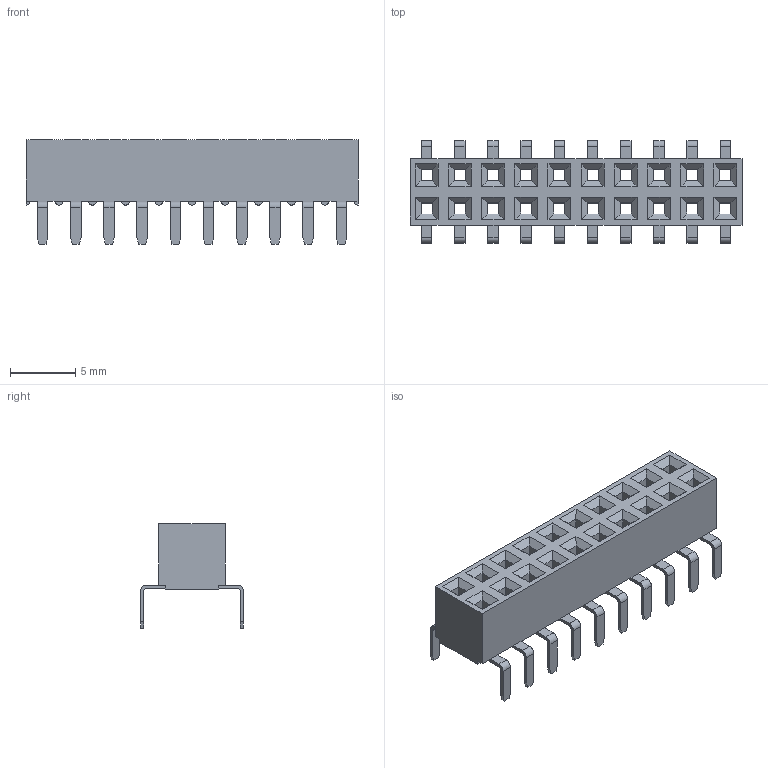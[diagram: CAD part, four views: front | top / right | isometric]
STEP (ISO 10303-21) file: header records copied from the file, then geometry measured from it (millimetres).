
FILE_DESCRIPTION(/* description */ (''),/* implementation_level */ '2;1');
FILE_NAME(/* name */ '966220-6702-XX',/* time_stamp */ '2007-06-15T15:48:43+02:00',/* author */ (''),/* organization */ (''),/* preprocessor_version */ 'ST-DEVELOPER v9',/* originating_system */ 'UGS - NX 4.0',/* authorisation */ '');
FILE_SCHEMA (('AUTOMOTIVE_DESIGN { 1 0 10303 214 1 1 1 1 }'));
Length unit declared in the file: millimetre
Products named in the file (1): 966220-6702-XX
Bounding box: 25.4 x 7.87 x 8 mm (x, y, z)
Volume: 555.2 mm3; surface area: 1036.5 mm2
Topology: 1 solids, 1 shells, 419 faces, 1164 edges, 736 vertices
Faces by surface type: plane 368, cylinder 51
Entity records: 13164 total; most frequent: ORIENTED_EDGE 2328, CARTESIAN_POINT 2320, DIRECTION 2106, EDGE_CURVE 1164, LINE 1062, VECTOR 1062, VERTEX_POINT 736, AXIS2_PLACEMENT_3D 522
